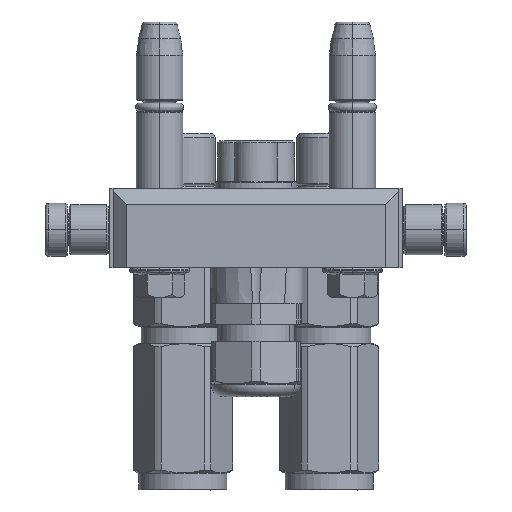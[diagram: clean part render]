
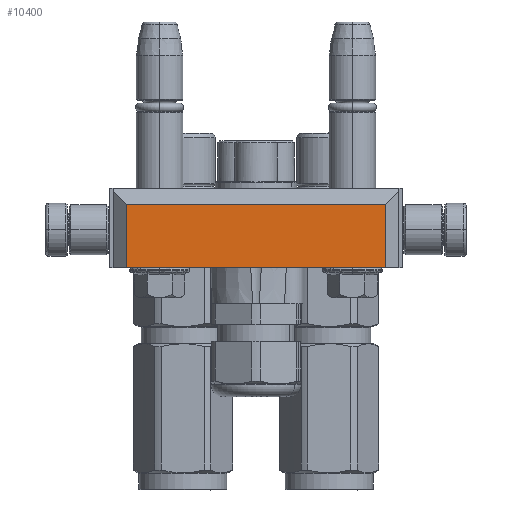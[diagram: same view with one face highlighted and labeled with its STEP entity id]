
A CAD part, left-side view. The second image highlights one B-rep face of the part: STEP entity #10400.
In plain terms, the highlighted face is planar.
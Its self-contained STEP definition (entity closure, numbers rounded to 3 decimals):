
#3106 = PLANE ( 'NONE',  #18611 ) ;
#3565 = LINE ( 'NONE', #8070, #23043 ) ;
#3658 = VERTEX_POINT ( 'NONE', #16501 ) ;
#4822 = VERTEX_POINT ( 'NONE', #38537 ) ;
#5700 = CARTESIAN_POINT ( 'NONE',  ( 39., 42.75, 24. ) ) ;
#5813 = LINE ( 'NONE', #55081, #46292 ) ;
#6651 = DIRECTION ( 'NONE',  ( -1., 0., 0. ) ) ;
#8070 = CARTESIAN_POINT ( 'NONE',  ( -39., 42.75, 24. ) ) ;
#10400 = ADVANCED_FACE ( 'NONE', ( #19032 ), #3106, .T. ) ;
#11069 = DIRECTION ( 'NONE',  ( -1., 0., 0. ) ) ;
#12258 = ORIENTED_EDGE ( 'NONE', *, *, #33069, .T. ) ;
#13009 = EDGE_CURVE ( 'NONE', #3658, #4822, #3565, .T. ) ;
#16501 = CARTESIAN_POINT ( 'NONE',  ( -39., 42.75, 24. ) ) ;
#18611 = AXIS2_PLACEMENT_3D ( 'NONE', #32527, #50300, #11069 ) ;
#19032 = FACE_OUTER_BOUND ( 'NONE', #36541, .T. ) ;
#20764 = EDGE_CURVE ( 'NONE', #4822, #34990, #5813, .T. ) ;
#21188 = DIRECTION ( 'NONE',  ( 0., 0., -1. ) ) ;
#21564 = ORIENTED_EDGE ( 'NONE', *, *, #31164, .F. ) ;
#23043 = VECTOR ( 'NONE', #21188, 1000. ) ;
#24848 = VECTOR ( 'NONE', #27677, 1000. ) ;
#27101 = VECTOR ( 'NONE', #6651, 1000. ) ;
#27677 = DIRECTION ( 'NONE',  ( 0., 0., -1. ) ) ;
#30607 = CARTESIAN_POINT ( 'NONE',  ( 39., 42.75, 5. ) ) ;
#31164 = EDGE_CURVE ( 'NONE', #39418, #3658, #38610, .T. ) ;
#32527 = CARTESIAN_POINT ( 'NONE',  ( 44., 42.75, 0. ) ) ;
#33069 = EDGE_CURVE ( 'NONE', #39418, #34990, #43810, .T. ) ;
#34990 = VERTEX_POINT ( 'NONE', #30607 ) ;
#36385 = CARTESIAN_POINT ( 'NONE',  ( 39., 42.75, 24. ) ) ;
#36541 = EDGE_LOOP ( 'NONE', ( #21564, #12258, #47978, #55464 ) ) ;
#38537 = CARTESIAN_POINT ( 'NONE',  ( -39., 42.75, 5. ) ) ;
#38610 = LINE ( 'NONE', #36385, #27101 ) ;
#39418 = VERTEX_POINT ( 'NONE', #41971 ) ;
#41971 = CARTESIAN_POINT ( 'NONE',  ( 39., 42.75, 24. ) ) ;
#42428 = DIRECTION ( 'NONE',  ( 1., 0., 0. ) ) ;
#43810 = LINE ( 'NONE', #5700, #24848 ) ;
#46292 = VECTOR ( 'NONE', #42428, 1000. ) ;
#47978 = ORIENTED_EDGE ( 'NONE', *, *, #20764, .F. ) ;
#50300 = DIRECTION ( 'NONE',  ( 0., 1., 0. ) ) ;
#55081 = CARTESIAN_POINT ( 'NONE',  ( -39., 42.75, 5. ) ) ;
#55464 = ORIENTED_EDGE ( 'NONE', *, *, #13009, .F. ) ;
